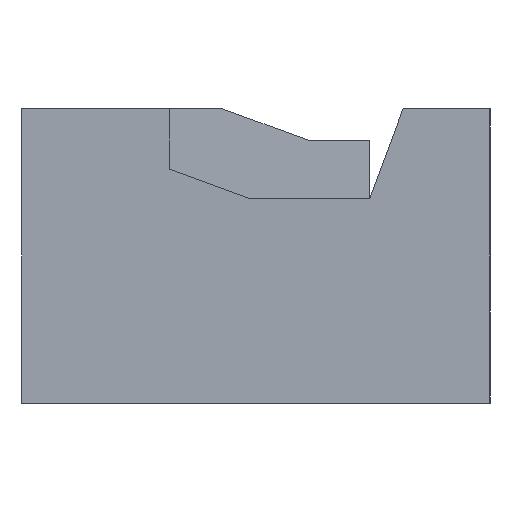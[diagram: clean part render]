
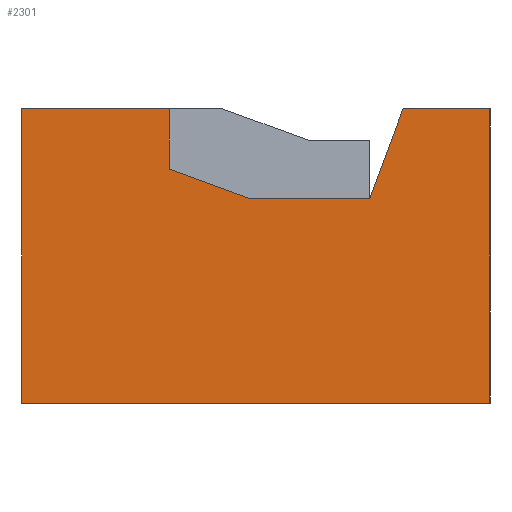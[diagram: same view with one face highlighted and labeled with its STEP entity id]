
A CAD part, left-side view. The second image highlights one B-rep face of the part: STEP entity #2301.
In plain terms, the highlighted planar face has unit normal (-1, 0, 0).
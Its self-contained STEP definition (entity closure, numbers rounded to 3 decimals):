
#1=DIRECTION('',(0.,-1.,0.));
#2=VECTOR('',#1,3.5);
#3=CARTESIAN_POINT('',(-2.15,1.75,-1.1));
#4=LINE('',#3,#2);
#17=DIRECTION('',(0.,0.349,-0.937));
#18=VECTOR('',#17,0.715);
#19=CARTESIAN_POINT('',(-2.15,-1.1,1.1));
#20=LINE('',#19,#18);
#21=DIRECTION('',(0.,0.,1.));
#22=VECTOR('',#21,2.2);
#23=CARTESIAN_POINT('',(-2.15,1.75,-1.1));
#24=LINE('',#23,#22);
#25=DIRECTION('',(0.,0.,-1.));
#26=VECTOR('',#25,0.45);
#27=CARTESIAN_POINT('',(-2.15,0.65,1.1));
#28=LINE('',#27,#26);
#29=DIRECTION('',(0.,0.939,0.345));
#30=VECTOR('',#29,0.639);
#31=CARTESIAN_POINT('',(-2.15,0.05,0.43));
#32=LINE('',#31,#30);
#33=DIRECTION('',(0.,1.,0.));
#34=VECTOR('',#33,0.9);
#35=CARTESIAN_POINT('',(-2.15,-0.85,0.43));
#36=LINE('',#35,#34);
#109=DIRECTION('',(0.,-1.,0.));
#110=VECTOR('',#109,0.65);
#111=CARTESIAN_POINT('',(-2.15,-1.1,1.1));
#112=LINE('',#111,#110);
#141=DIRECTION('',(0.,-1.,0.));
#142=VECTOR('',#141,1.1);
#143=CARTESIAN_POINT('',(-2.15,1.75,1.1));
#144=LINE('',#143,#142);
#213=DIRECTION('',(0.,0.,1.));
#214=VECTOR('',#213,2.2);
#215=CARTESIAN_POINT('',(-2.15,-1.75,-1.1));
#216=LINE('',#215,#214);
#1717=CARTESIAN_POINT('',(-2.15,1.75,-1.1));
#1718=CARTESIAN_POINT('',(-2.15,-1.75,-1.1));
#1719=VERTEX_POINT('',#1717);
#1720=VERTEX_POINT('',#1718);
#1725=CARTESIAN_POINT('',(-2.15,-1.75,1.1));
#1727=VERTEX_POINT('',#1725);
#1730=CARTESIAN_POINT('',(-2.15,1.75,1.1));
#1732=VERTEX_POINT('',#1730);
#1749=CARTESIAN_POINT('',(-2.15,-1.1,1.1));
#1750=CARTESIAN_POINT('',(-2.15,-0.85,0.43));
#1751=VERTEX_POINT('',#1749);
#1752=VERTEX_POINT('',#1750);
#1753=CARTESIAN_POINT('',(-2.15,0.05,0.43));
#1754=VERTEX_POINT('',#1753);
#1755=CARTESIAN_POINT('',(-2.15,0.65,0.65));
#1756=VERTEX_POINT('',#1755);
#1757=CARTESIAN_POINT('',(-2.15,0.65,1.1));
#1758=VERTEX_POINT('',#1757);
#2277=CARTESIAN_POINT('',(-2.15,1.75,-1.1));
#2278=DIRECTION('',(-1.,0.,0.));
#2279=DIRECTION('',(0.,-1.,0.));
#2280=AXIS2_PLACEMENT_3D('',#2277,#2278,#2279);
#2281=PLANE('',#2280);
#2283=ORIENTED_EDGE('',*,*,#2282,.F.);
#2285=ORIENTED_EDGE('',*,*,#2284,.T.);
#2287=ORIENTED_EDGE('',*,*,#2286,.F.);
#2288=ORIENTED_EDGE('',*,*,#2266,.F.);
#2290=ORIENTED_EDGE('',*,*,#2289,.T.);
#2292=ORIENTED_EDGE('',*,*,#2291,.T.);
#2294=ORIENTED_EDGE('',*,*,#2293,.T.);
#2296=ORIENTED_EDGE('',*,*,#2295,.F.);
#2298=ORIENTED_EDGE('',*,*,#2297,.F.);
#2299=EDGE_LOOP('',(#2283,#2285,#2287,#2288,#2290,#2292,#2294,#2296,#2298));
#2300=FACE_OUTER_BOUND('',#2299,.F.);
#2301=ADVANCED_FACE('',(#2300),#2281,.T.);
#2266=EDGE_CURVE('',#1719,#1720,#4,.T.);
#2282=EDGE_CURVE('',#1751,#1752,#20,.T.);
#2284=EDGE_CURVE('',#1751,#1727,#112,.T.);
#2286=EDGE_CURVE('',#1720,#1727,#216,.T.);
#2289=EDGE_CURVE('',#1719,#1732,#24,.T.);
#2291=EDGE_CURVE('',#1732,#1758,#144,.T.);
#2293=EDGE_CURVE('',#1758,#1756,#28,.T.);
#2295=EDGE_CURVE('',#1754,#1756,#32,.T.);
#2297=EDGE_CURVE('',#1752,#1754,#36,.T.);
